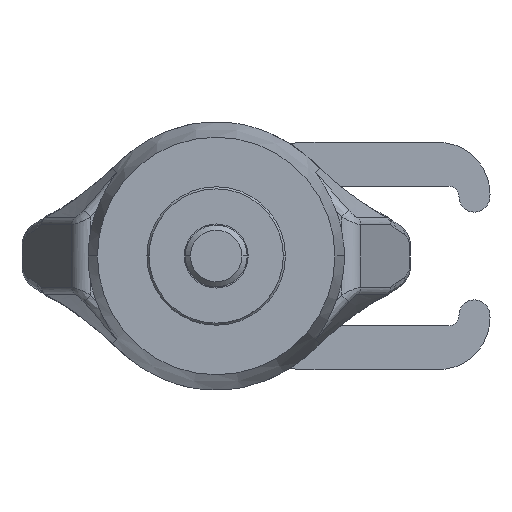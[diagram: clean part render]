
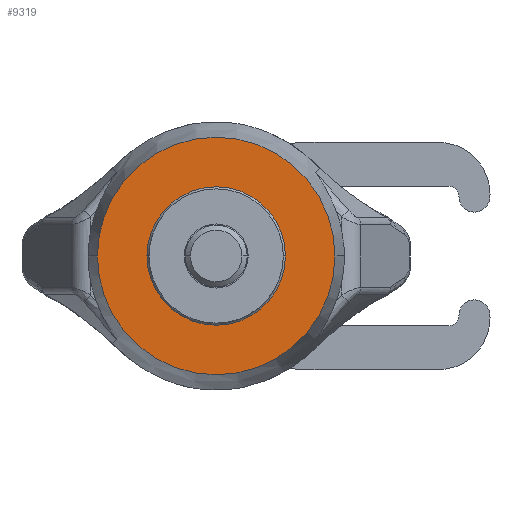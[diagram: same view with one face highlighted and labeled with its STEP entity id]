
A CAD part, front view. The second image highlights one B-rep face of the part: STEP entity #9319.
In plain terms, the highlighted planar face has unit normal (0, -1, 0).
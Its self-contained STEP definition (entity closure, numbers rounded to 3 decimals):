
#2=CARTESIAN_POINT('',(0.,-17.6,0.));
#3=DIRECTION('',(0.,-1.,0.));
#4=DIRECTION('',(-1.,0.,0.));
#5=AXIS2_PLACEMENT_3D('',#2,#3,#4);
#7=CARTESIAN_POINT('',(0.,-17.6,0.));
#8=DIRECTION('',(0.,-1.,0.));
#9=DIRECTION('',(1.,0.,0.));
#10=AXIS2_PLACEMENT_3D('',#7,#8,#9);
#133=CARTESIAN_POINT('',(0.,-17.6,0.));
#134=DIRECTION('',(0.,-1.,0.));
#135=DIRECTION('',(1.,0.,0.));
#136=AXIS2_PLACEMENT_3D('',#133,#134,#135);
#733=CARTESIAN_POINT('',(0.,-17.6,0.));
#734=DIRECTION('',(0.,1.,0.));
#735=DIRECTION('',(1.,0.,0.));
#736=AXIS2_PLACEMENT_3D('',#733,#734,#735);
#7444=CARTESIAN_POINT('',(11.5,-17.6,0.));
#7445=CARTESIAN_POINT('',(-11.5,-17.6,0.));
#7446=VERTEX_POINT('',#7444);
#7447=VERTEX_POINT('',#7445);
#7540=CARTESIAN_POINT('',(-6.7,-17.6,0.));
#7541=CARTESIAN_POINT('',(6.7,-17.6,0.));
#7542=VERTEX_POINT('',#7540);
#7543=VERTEX_POINT('',#7541);
#9302=CARTESIAN_POINT('',(0.,-17.6,0.));
#9303=DIRECTION('',(0.,-1.,0.));
#9304=DIRECTION('',(-1.,0.,0.));
#9305=AXIS2_PLACEMENT_3D('',#9302,#9303,#9304);
#9306=PLANE('',#9305);
#9308=ORIENTED_EDGE('',*,*,#9307,.F.);
#9310=ORIENTED_EDGE('',*,*,#9309,.T.);
#9311=EDGE_LOOP('',(#9308,#9310));
#9312=FACE_OUTER_BOUND('',#9311,.F.);
#9314=ORIENTED_EDGE('',*,*,#9313,.T.);
#9316=ORIENTED_EDGE('',*,*,#9315,.T.);
#9317=EDGE_LOOP('',(#9314,#9316));
#9318=FACE_BOUND('',#9317,.F.);
#9319=ADVANCED_FACE('',(#9312,#9318),#9306,.T.);
#6=CIRCLE('',#5,6.7);
#11=CIRCLE('',#10,6.7);
#137=CIRCLE('',#136,11.5);
#737=CIRCLE('',#736,11.5);
#9307=EDGE_CURVE('',#7446,#7447,#137,.T.);
#9309=EDGE_CURVE('',#7446,#7447,#737,.T.);
#9313=EDGE_CURVE('',#7542,#7543,#6,.T.);
#9315=EDGE_CURVE('',#7543,#7542,#11,.T.);
